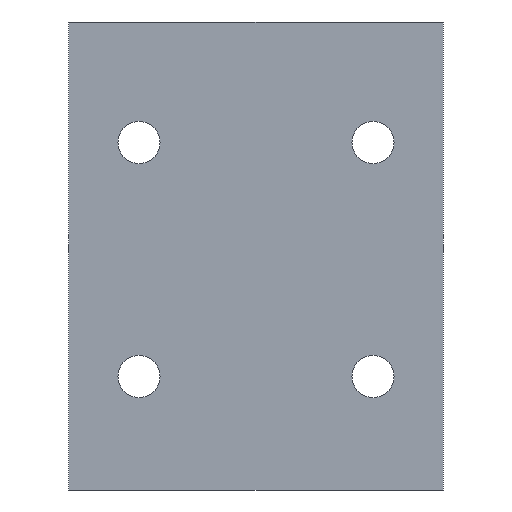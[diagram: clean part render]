
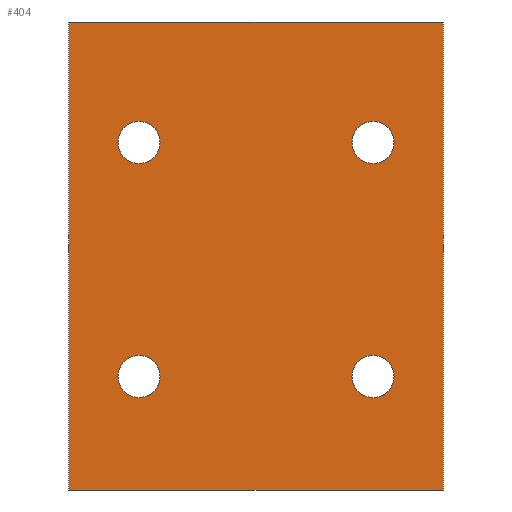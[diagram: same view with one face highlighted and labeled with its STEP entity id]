
A CAD part, front view. The second image highlights one B-rep face of the part: STEP entity #404.
In plain terms, the highlighted planar face has unit normal (0, -1, 0).
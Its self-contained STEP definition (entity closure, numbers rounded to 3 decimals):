
#1 = CARTESIAN_POINT ( 'NONE',  ( 10., 0., -10.3 ) ) ;
#3 = AXIS2_PLACEMENT_3D ( 'NONE', #458, #269, #72 ) ;
#8 = VERTEX_POINT ( 'NONE', #325 ) ;
#10 = CARTESIAN_POINT ( 'NONE',  ( -10., 0., 7.9 ) ) ;
#14 = VERTEX_POINT ( 'NONE', #59 ) ;
#20 = VECTOR ( 'NONE', #328, 1000. ) ;
#21 = DIRECTION ( 'NONE',  ( 0., -1., 0. ) ) ;
#27 = CARTESIAN_POINT ( 'NONE',  ( 10., 0., -8.5 ) ) ;
#36 = CIRCLE ( 'NONE', #3, 1.8 ) ;
#38 = CARTESIAN_POINT ( 'NONE',  ( 16., 0., 20. ) ) ;
#41 = EDGE_LOOP ( 'NONE', ( #465, #51 ) ) ;
#46 = AXIS2_PLACEMENT_3D ( 'NONE', #312, #279, #244 ) ;
#47 = CARTESIAN_POINT ( 'NONE',  ( -10., 0., -12.1 ) ) ;
#51 = ORIENTED_EDGE ( 'NONE', *, *, #454, .F. ) ;
#57 = VERTEX_POINT ( 'NONE', #213 ) ;
#59 = CARTESIAN_POINT ( 'NONE',  ( -10., 0., -8.5 ) ) ;
#62 = VECTOR ( 'NONE', #186, 1000. ) ;
#66 = DIRECTION ( 'NONE',  ( 1., 0., 0. ) ) ;
#70 = CIRCLE ( 'NONE', #175, 1.8 ) ;
#72 = DIRECTION ( 'NONE',  ( 0., 0., 1. ) ) ;
#75 = VERTEX_POINT ( 'NONE', #401 ) ;
#78 = ORIENTED_EDGE ( 'NONE', *, *, #460, .F. ) ;
#81 = VERTEX_POINT ( 'NONE', #487 ) ;
#89 = FACE_BOUND ( 'NONE', #432, .T. ) ;
#90 = EDGE_LOOP ( 'NONE', ( #121, #354 ) ) ;
#91 = FACE_OUTER_BOUND ( 'NONE', #206, .T. ) ;
#94 = EDGE_LOOP ( 'NONE', ( #171, #383 ) ) ;
#96 = CARTESIAN_POINT ( 'NONE',  ( -10., 0., -10.3 ) ) ;
#100 = CARTESIAN_POINT ( 'NONE',  ( -10., 0., 9.7 ) ) ;
#112 = CIRCLE ( 'NONE', #161, 1.8 ) ;
#117 = VERTEX_POINT ( 'NONE', #27 ) ;
#119 = AXIS2_PLACEMENT_3D ( 'NONE', #151, #497, #495 ) ;
#121 = ORIENTED_EDGE ( 'NONE', *, *, #160, .F. ) ;
#122 = EDGE_CURVE ( 'NONE', #203, #212, #222, .T. ) ;
#123 = CARTESIAN_POINT ( 'NONE',  ( 10., 0., 9.7 ) ) ;
#124 = ORIENTED_EDGE ( 'NONE', *, *, #122, .F. ) ;
#125 = PLANE ( 'NONE',  #46 ) ;
#128 = AXIS2_PLACEMENT_3D ( 'NONE', #96, #176, #324 ) ;
#135 = AXIS2_PLACEMENT_3D ( 'NONE', #123, #274, #316 ) ;
#137 = VECTOR ( 'NONE', #286, 1000. ) ;
#151 = CARTESIAN_POINT ( 'NONE',  ( -10., 0., -10.3 ) ) ;
#157 = DIRECTION ( 'NONE',  ( 0., -1., 0. ) ) ;
#159 = CIRCLE ( 'NONE', #135, 1.8 ) ;
#160 = EDGE_CURVE ( 'NONE', #472, #381, #331, .T. ) ;
#161 = AXIS2_PLACEMENT_3D ( 'NONE', #294, #320, #253 ) ;
#167 = FACE_BOUND ( 'NONE', #90, .T. ) ;
#170 = DIRECTION ( 'NONE',  ( 0., 0., 1. ) ) ;
#171 = ORIENTED_EDGE ( 'NONE', *, *, #498, .F. ) ;
#175 = AXIS2_PLACEMENT_3D ( 'NONE', #1, #157, #198 ) ;
#176 = DIRECTION ( 'NONE',  ( 0., -1., 0. ) ) ;
#179 = CARTESIAN_POINT ( 'NONE',  ( 16., 0., -20. ) ) ;
#181 = EDGE_CURVE ( 'NONE', #210, #75, #405, .T. ) ;
#186 = DIRECTION ( 'NONE',  ( 0., 0., 1. ) ) ;
#195 = CIRCLE ( 'NONE', #128, 1.8 ) ;
#198 = DIRECTION ( 'NONE',  ( 0., 0., 1. ) ) ;
#203 = VERTEX_POINT ( 'NONE', #296 ) ;
#206 = EDGE_LOOP ( 'NONE', ( #374, #376, #78, #124 ) ) ;
#209 = EDGE_CURVE ( 'NONE', #381, #472, #36, .T. ) ;
#210 = VERTEX_POINT ( 'NONE', #422 ) ;
#212 = VERTEX_POINT ( 'NONE', #38 ) ;
#213 = CARTESIAN_POINT ( 'NONE',  ( 10., 0., 11.5 ) ) ;
#214 = EDGE_CURVE ( 'NONE', #14, #393, #461, .T. ) ;
#217 = LINE ( 'NONE', #481, #137 ) ;
#222 = LINE ( 'NONE', #403, #270 ) ;
#244 = DIRECTION ( 'NONE',  ( 0., 0., 1. ) ) ;
#246 = CARTESIAN_POINT ( 'NONE',  ( 10., 0., -10.3 ) ) ;
#251 = CARTESIAN_POINT ( 'NONE',  ( -10., 0., 11.5 ) ) ;
#253 = DIRECTION ( 'NONE',  ( 0., 0., 1. ) ) ;
#254 = DIRECTION ( 'NONE',  ( 0., 0., 1. ) ) ;
#268 = EDGE_CURVE ( 'NONE', #75, #203, #344, .T. ) ;
#269 = DIRECTION ( 'NONE',  ( 0., -1., 0. ) ) ;
#270 = VECTOR ( 'NONE', #66, 1000. ) ;
#274 = DIRECTION ( 'NONE',  ( 0., -1., 0. ) ) ;
#279 = DIRECTION ( 'NONE',  ( 0., 1., 0. ) ) ;
#286 = DIRECTION ( 'NONE',  ( 0., 0., -1. ) ) ;
#294 = CARTESIAN_POINT ( 'NONE',  ( 10., 0., 9.7 ) ) ;
#296 = CARTESIAN_POINT ( 'NONE',  ( -16., 0., 20. ) ) ;
#310 = FACE_BOUND ( 'NONE', #94, .T. ) ;
#312 = CARTESIAN_POINT ( 'NONE',  ( 0., 0., 0. ) ) ;
#316 = DIRECTION ( 'NONE',  ( 0., 0., 1. ) ) ;
#318 = EDGE_CURVE ( 'NONE', #8, #57, #159, .T. ) ;
#320 = DIRECTION ( 'NONE',  ( 0., -1., 0. ) ) ;
#324 = DIRECTION ( 'NONE',  ( 0., 0., 1. ) ) ;
#325 = CARTESIAN_POINT ( 'NONE',  ( 10., 0., 7.9 ) ) ;
#326 = EDGE_CURVE ( 'NONE', #117, #81, #70, .T. ) ;
#328 = DIRECTION ( 'NONE',  ( -1., 0., 0. ) ) ;
#331 = CIRCLE ( 'NONE', #413, 1.8 ) ;
#337 = ORIENTED_EDGE ( 'NONE', *, *, #353, .F. ) ;
#344 = LINE ( 'NONE', #489, #62 ) ;
#353 = EDGE_CURVE ( 'NONE', #81, #117, #471, .T. ) ;
#354 = ORIENTED_EDGE ( 'NONE', *, *, #209, .F. ) ;
#374 = ORIENTED_EDGE ( 'NONE', *, *, #268, .F. ) ;
#376 = ORIENTED_EDGE ( 'NONE', *, *, #181, .F. ) ;
#378 = AXIS2_PLACEMENT_3D ( 'NONE', #246, #397, #170 ) ;
#381 = VERTEX_POINT ( 'NONE', #10 ) ;
#383 = ORIENTED_EDGE ( 'NONE', *, *, #318, .F. ) ;
#393 = VERTEX_POINT ( 'NONE', #47 ) ;
#397 = DIRECTION ( 'NONE',  ( 0., -1., 0. ) ) ;
#401 = CARTESIAN_POINT ( 'NONE',  ( -16., 0., -20. ) ) ;
#403 = CARTESIAN_POINT ( 'NONE',  ( 16., 0., 20. ) ) ;
#404 = ADVANCED_FACE ( 'NONE', ( #89, #167, #310, #468, #91 ), #125, .F. ) ;
#405 = LINE ( 'NONE', #179, #20 ) ;
#413 = AXIS2_PLACEMENT_3D ( 'NONE', #100, #21, #254 ) ;
#422 = CARTESIAN_POINT ( 'NONE',  ( 16., 0., -20. ) ) ;
#432 = EDGE_LOOP ( 'NONE', ( #474, #337 ) ) ;
#454 = EDGE_CURVE ( 'NONE', #393, #14, #195, .T. ) ;
#458 = CARTESIAN_POINT ( 'NONE',  ( -10., 0., 9.7 ) ) ;
#460 = EDGE_CURVE ( 'NONE', #212, #210, #217, .T. ) ;
#461 = CIRCLE ( 'NONE', #119, 1.8 ) ;
#465 = ORIENTED_EDGE ( 'NONE', *, *, #214, .F. ) ;
#468 = FACE_BOUND ( 'NONE', #41, .T. ) ;
#471 = CIRCLE ( 'NONE', #378, 1.8 ) ;
#472 = VERTEX_POINT ( 'NONE', #251 ) ;
#474 = ORIENTED_EDGE ( 'NONE', *, *, #326, .F. ) ;
#481 = CARTESIAN_POINT ( 'NONE',  ( 16., 0., 20. ) ) ;
#487 = CARTESIAN_POINT ( 'NONE',  ( 10., 0., -12.1 ) ) ;
#489 = CARTESIAN_POINT ( 'NONE',  ( -16., 0., 20. ) ) ;
#495 = DIRECTION ( 'NONE',  ( 0., 0., 1. ) ) ;
#497 = DIRECTION ( 'NONE',  ( 0., -1., 0. ) ) ;
#498 = EDGE_CURVE ( 'NONE', #57, #8, #112, .T. ) ;
